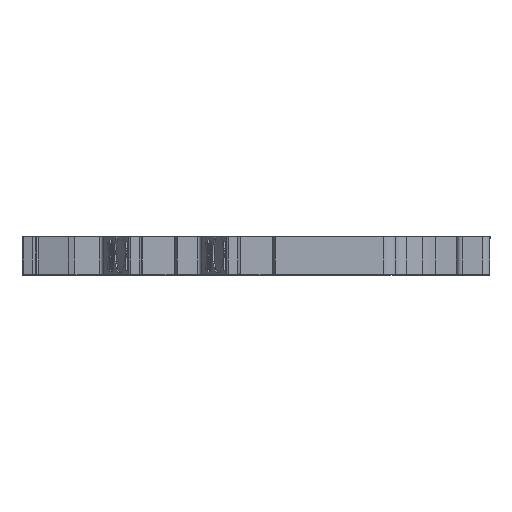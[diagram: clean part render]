
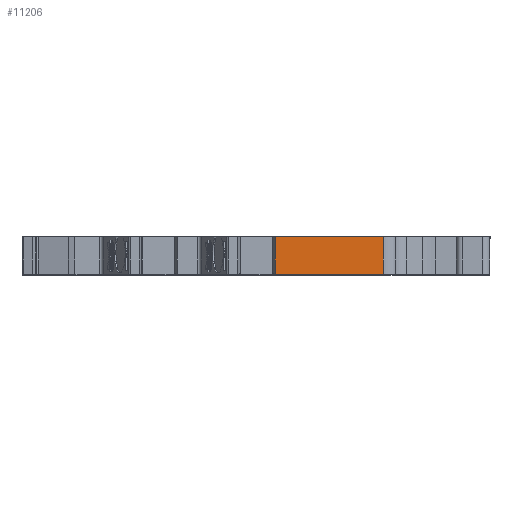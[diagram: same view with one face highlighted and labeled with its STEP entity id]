
A CAD part, left-side view. The second image highlights one B-rep face of the part: STEP entity #11206.
In plain terms, the highlighted planar face has unit normal (-1, 0, 0).
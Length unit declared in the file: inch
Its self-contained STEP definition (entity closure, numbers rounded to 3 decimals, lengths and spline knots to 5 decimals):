
#379 = FACE_OUTER_BOUND ( 'NONE', #28564, .T. ) ;
#1355 = EDGE_CURVE ( 'NONE', #7718, #36621, #39644, .T. ) ;
#3813 = LINE ( 'NONE', #4011, #40119 ) ;
#4011 = CARTESIAN_POINT ( 'NONE',  ( -1.9959, 0., 0.20276 ) ) ;
#6897 = AXIS2_PLACEMENT_3D ( 'NONE', #13220, #25808, #15989 ) ;
#7528 = CARTESIAN_POINT ( 'NONE',  ( -1.9959, 0.31081, 0.20276 ) ) ;
#7718 = VERTEX_POINT ( 'NONE', #10058 ) ;
#9128 = CARTESIAN_POINT ( 'NONE',  ( -1.9959, 0.87545, 0.00591 ) ) ;
#10058 = CARTESIAN_POINT ( 'NONE',  ( -1.9959, 0.31081, 0.00591 ) ) ;
#11206 = ADVANCED_FACE ( 'NONE', ( #379 ), #29853, .F. ) ;
#12889 = EDGE_CURVE ( 'NONE', #37348, #7718, #14193, .T. ) ;
#13220 = CARTESIAN_POINT ( 'NONE',  ( -1.9959, 0., 0.20276 ) ) ;
#13603 = VECTOR ( 'NONE', #15479, 39.37008 ) ;
#14193 = LINE ( 'NONE', #36642, #26003 ) ;
#15008 = ORIENTED_EDGE ( 'NONE', *, *, #1355, .F. ) ;
#15479 = DIRECTION ( 'NONE',  ( 0., 0., 1. ) ) ;
#15989 = DIRECTION ( 'NONE',  ( 0., 1., 0. ) ) ;
#15990 = VECTOR ( 'NONE', #30014, 39.37008 ) ;
#18490 = CARTESIAN_POINT ( 'NONE',  ( -1.9959, 0.87545, 0.20276 ) ) ;
#20193 = ORIENTED_EDGE ( 'NONE', *, *, #30430, .F. ) ;
#23797 = CARTESIAN_POINT ( 'NONE',  ( -1.9959, -0.09014, 0.00591 ) ) ;
#24050 = ORIENTED_EDGE ( 'NONE', *, *, #24882, .F. ) ;
#24882 = EDGE_CURVE ( 'NONE', #39364, #37348, #3813, .T. ) ;
#25808 = DIRECTION ( 'NONE',  ( 1., 0., 0. ) ) ;
#26003 = VECTOR ( 'NONE', #27227, 39.37008 ) ;
#26877 = DIRECTION ( 'NONE',  ( 0., -1., 0. ) ) ;
#27227 = DIRECTION ( 'NONE',  ( 0., 0., -1. ) ) ;
#28564 = EDGE_LOOP ( 'NONE', ( #28854, #24050, #20193, #15008 ) ) ;
#28724 = LINE ( 'NONE', #18490, #13603 ) ;
#28854 = ORIENTED_EDGE ( 'NONE', *, *, #12889, .F. ) ;
#29853 = PLANE ( 'NONE',  #6897 ) ;
#30014 = DIRECTION ( 'NONE',  ( 0., 1., 0. ) ) ;
#30430 = EDGE_CURVE ( 'NONE', #36621, #39364, #28724, .T. ) ;
#35410 = CARTESIAN_POINT ( 'NONE',  ( -1.9959, 0.87545, 0.20276 ) ) ;
#36621 = VERTEX_POINT ( 'NONE', #9128 ) ;
#36642 = CARTESIAN_POINT ( 'NONE',  ( -1.9959, 0.31081, 0.20276 ) ) ;
#37348 = VERTEX_POINT ( 'NONE', #7528 ) ;
#39364 = VERTEX_POINT ( 'NONE', #35410 ) ;
#39644 = LINE ( 'NONE', #23797, #15990 ) ;
#40119 = VECTOR ( 'NONE', #26877, 39.37008 ) ;
